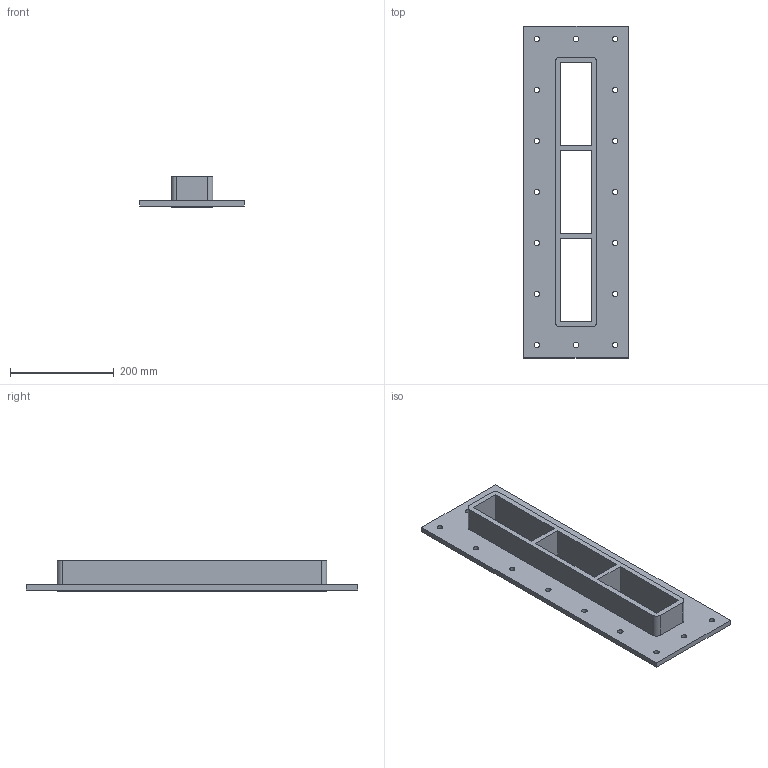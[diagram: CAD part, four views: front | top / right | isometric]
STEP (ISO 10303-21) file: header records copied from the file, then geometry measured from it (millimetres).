
FILE_DESCRIPTION((''),'2;1');
FILE_NAME('SFHM3+3+3X1.stp','2017-01-17T17:22:53',(''),(''),'Autodesk Inventor 2013','Autodesk Inventor 2013','');
FILE_SCHEMA(('AUTOMOTIVE_DESIGN { 1 0 10303 214 1 1 1 1 }'));
Length unit declared in the file: millimetre
Products named in the file (1): RTD-FRAME GENERATOR SF-LABB
Bounding box: 200.5 x 638.5 x 60 mm (x, y, z)
Volume: 1612053.5 mm3; surface area: 355668.6 mm2
Topology: 1 solids, 1 shells, 52 faces, 160 edges, 112 vertices
Faces by surface type: plane 28, cylinder 24
Full cylindrical faces by diameter (mm): 10.5 x16
Entity records: 1698 total; most frequent: DIRECTION 282, CARTESIAN_POINT 277, ORIENTED_EDGE 256, EDGE_CURVE 128, EDGE_LOOP 108, AXIS2_PLACEMENT_3D 101, VERTEX_POINT 96, VECTOR 80
